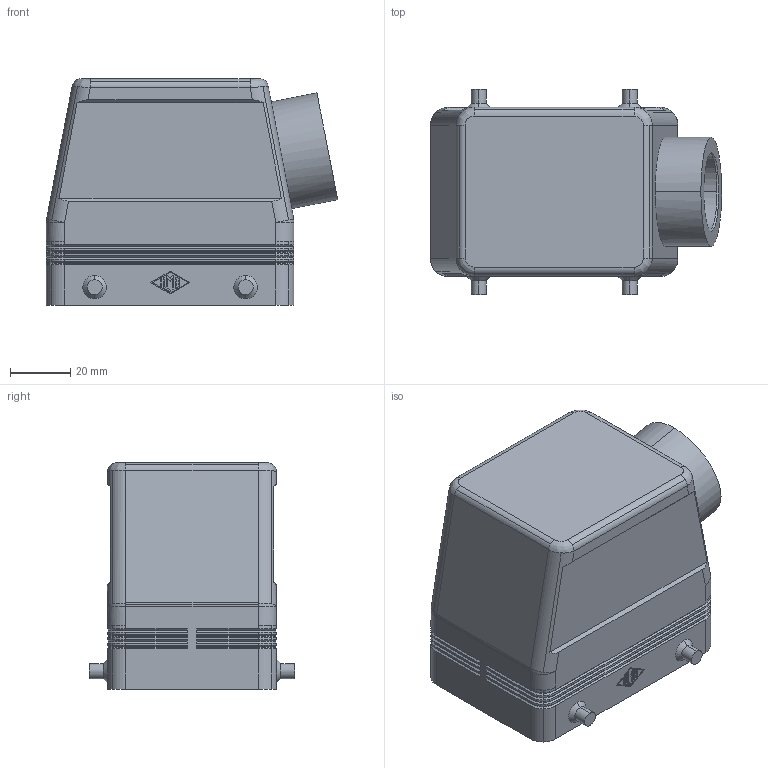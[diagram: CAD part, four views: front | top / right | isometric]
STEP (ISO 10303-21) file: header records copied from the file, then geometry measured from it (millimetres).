
FILE_DESCRIPTION((''),'2;1');
FILE_NAME('MAO 50.25.stp','2006-12-13T20:34:30',('gembarski'),(''),'Autodesk Inventor 7','Autodesk Inventor 7','');
FILE_SCHEMA(('AUTOMOTIVE_DESIGN { 1 0 10303 214 1 1 1 1 }'));
Length unit declared in the file: millimetre
Products named in the file (1): MAO 50.25
Bounding box: 96.47 x 68 x 75 mm (x, y, z)
Volume: 84688.9 mm3; surface area: 48948.9 mm2
Topology: 1 solids, 1 shells, 459 faces, 1079 edges, 650 vertices
Faces by surface type: plane 170, cylinder 134, bspline 77, cone 70, torus 4, sphere 4
Entity records: 13680 total; most frequent: CARTESIAN_POINT 3156, DIRECTION 2221, ORIENTED_EDGE 2158, EDGE_CURVE 1079, AXIS2_PLACEMENT_3D 771, VECTOR 679, LINE 679, VERTEX_POINT 650
